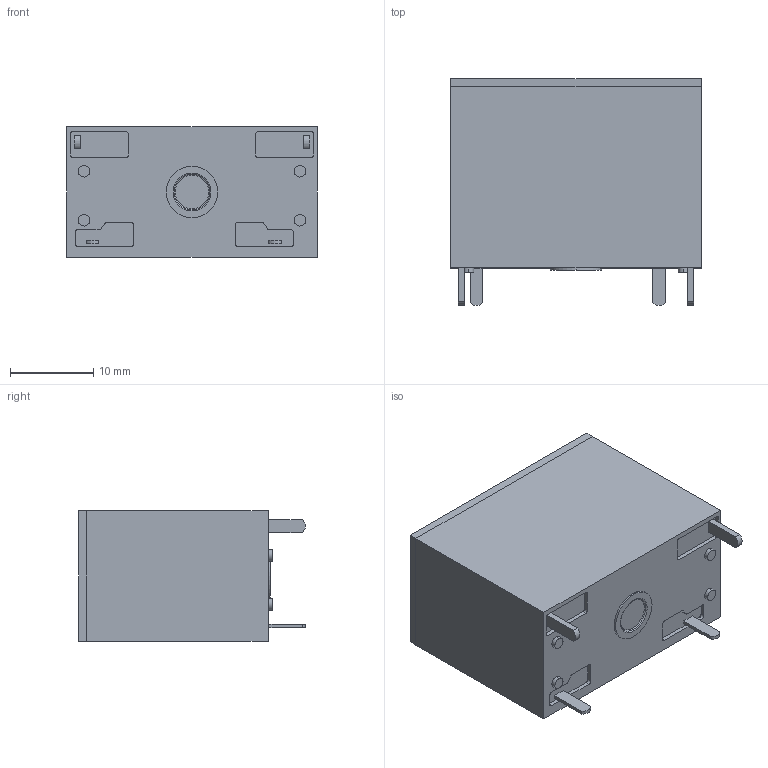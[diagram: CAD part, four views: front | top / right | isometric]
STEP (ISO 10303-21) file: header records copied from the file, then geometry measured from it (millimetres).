
FILE_DESCRIPTION (( 'STEP AP214' ), '1' );
FILE_NAME ('ALF1PF12.STEP', '2020-06-16T20:15:03', ( '' ), ( '' ), 'SwSTEP 2.0', 'SolidWorks 2017', '' );
FILE_SCHEMA (( 'AUTOMOTIVE_DESIGN' ));
Length unit declared in the file: millimetre
Products named in the file (1): ALF1PF12
Bounding box: 30.1 x 27.3 x 15.7 mm (x, y, z)
Volume: 10760.3 mm3; surface area: 4122.4 mm2
Topology: 6 solids, 6 shells, 100 faces, 232 edges, 154 vertices
Faces by surface type: plane 62, cylinder 34, torus 4
Entity records: 2937 total; most frequent: DIRECTION 512, CARTESIAN_POINT 487, ORIENTED_EDGE 464, EDGE_CURVE 232, AXIS2_PLACEMENT_3D 179, VECTOR 154, LINE 154, VERTEX_POINT 154
